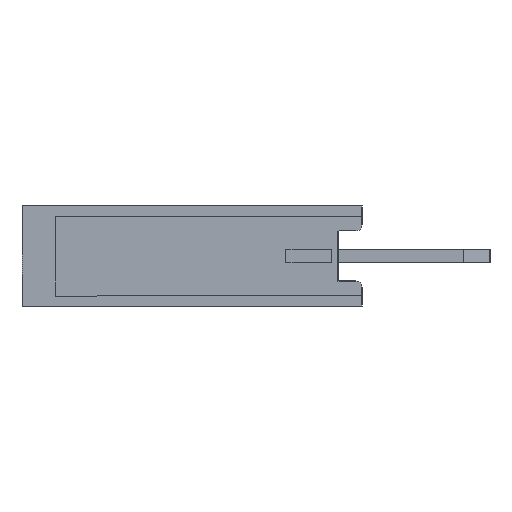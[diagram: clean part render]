
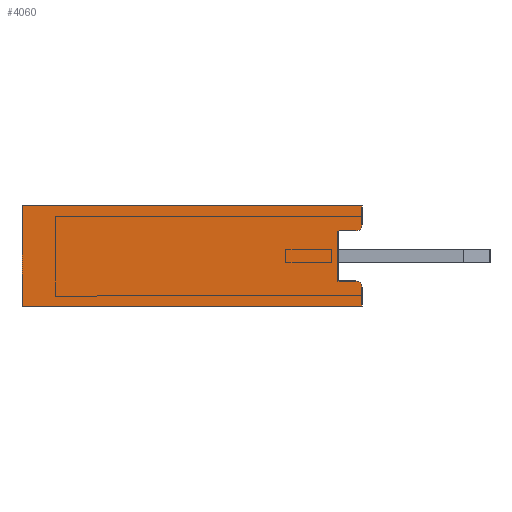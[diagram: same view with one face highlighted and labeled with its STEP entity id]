
A CAD part, left-side view. The second image highlights one B-rep face of the part: STEP entity #4060.
In plain terms, the highlighted planar face has unit normal (-1, 0, 0).
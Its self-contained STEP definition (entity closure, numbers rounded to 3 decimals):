
#4060=ADVANCED_FACE('',(#8236),#8237,.F.);
#8236=FACE_OUTER_BOUND('',#12403,.T.);
#8237=PLANE('',#12404);
#12403=EDGE_LOOP('',(#26069,#26070,#26071,#26072,#26073,#26074,#26075,#26076,#26077,#26078));
#12404=AXIS2_PLACEMENT_3D('',#26079,#26080,#26081);
#26069=ORIENTED_EDGE('',*,*,#31571,.T.);
#26070=ORIENTED_EDGE('',*,*,#31545,.T.);
#26071=ORIENTED_EDGE('',*,*,#31550,.T.);
#26072=ORIENTED_EDGE('',*,*,#31553,.T.);
#26073=ORIENTED_EDGE('',*,*,#31557,.F.);
#26074=ORIENTED_EDGE('',*,*,#31560,.F.);
#26075=ORIENTED_EDGE('',*,*,#31563,.F.);
#26076=ORIENTED_EDGE('',*,*,#31566,.F.);
#26077=ORIENTED_EDGE('',*,*,#31568,.F.);
#26078=ORIENTED_EDGE('',*,*,#28185,.F.);
#26079=CARTESIAN_POINT('',(-50.925,4.101,0.));
#26080=DIRECTION('',(1.0,0.0,0.));
#26081=DIRECTION('',(0.,0.0,-1.0));
#28185=EDGE_CURVE('',#34735,#34737,#34738,.T.);
#31545=EDGE_CURVE('',#39793,#39791,#39794,.T.);
#31550=EDGE_CURVE('',#39791,#39799,#39801,.T.);
#31553=EDGE_CURVE('',#39799,#39803,#39805,.T.);
#31557=EDGE_CURVE('',#39808,#39803,#39810,.T.);
#31560=EDGE_CURVE('',#39812,#39808,#39814,.T.);
#31563=EDGE_CURVE('',#39816,#39812,#39818,.T.);
#31566=EDGE_CURVE('',#39820,#39816,#39822,.T.);
#31568=EDGE_CURVE('',#34737,#39820,#39824,.T.);
#31571=EDGE_CURVE('',#34735,#39793,#39827,.T.);
#34735=VERTEX_POINT('',#44404);
#34737=VERTEX_POINT('',#44407);
#34738=LINE('',#44408,#44409);
#39791=VERTEX_POINT('',#51851);
#39793=VERTEX_POINT('',#51854);
#39794=LINE('',#51855,#51856);
#39799=VERTEX_POINT('',#51863);
#39801=LINE('',#51866,#51867);
#39803=VERTEX_POINT('',#51869);
#39805=LINE('',#51872,#51873);
#39808=VERTEX_POINT('',#51877);
#39810=CIRCLE('',#51880,0.15);
#39812=VERTEX_POINT('',#51882);
#39814=LINE('',#51885,#51886);
#39816=VERTEX_POINT('',#51888);
#39818=LINE('',#51891,#51892);
#39820=VERTEX_POINT('',#51894);
#39822=LINE('',#51897,#51898);
#39824=CIRCLE('',#51900,0.15);
#39827=LINE('',#51904,#51905);
#44404=CARTESIAN_POINT('',(-50.925,0.0,1.25));
#44407=CARTESIAN_POINT('',(-50.925,0.0,0.775));
#44408=CARTESIAN_POINT('',(-50.925,0.0,1.25));
#44409=VECTOR('',#53820,1.0);
#51851=CARTESIAN_POINT('',(-50.925,8.5,-1.25));
#51854=CARTESIAN_POINT('',(-50.925,8.5,1.25));
#51855=CARTESIAN_POINT('',(-50.925,8.5,1.25));
#51856=VECTOR('',#56679,1.0);
#51863=CARTESIAN_POINT('',(-50.925,0.0,-1.25));
#51866=CARTESIAN_POINT('',(-50.925,8.5,-1.25));
#51867=VECTOR('',#56683,1.0);
#51869=CARTESIAN_POINT('',(-50.925,0.0,-0.775));
#51872=CARTESIAN_POINT('',(-50.925,0.0,-1.25));
#51873=VECTOR('',#56685,1.0);
#51877=CARTESIAN_POINT('',(-50.925,0.15,-0.625));
#51880=AXIS2_PLACEMENT_3D('',#56688,#56689,#56690);
#51882=CARTESIAN_POINT('',(-50.925,0.6,-0.625));
#51885=CARTESIAN_POINT('',(-50.925,0.6,-0.625));
#51886=VECTOR('',#56692,1.0);
#51888=CARTESIAN_POINT('',(-50.925,0.6,0.625));
#51891=CARTESIAN_POINT('',(-50.925,0.6,0.625));
#51892=VECTOR('',#56694,1.0);
#51894=CARTESIAN_POINT('',(-50.925,0.15,0.625));
#51897=CARTESIAN_POINT('',(-50.925,0.15,0.625));
#51898=VECTOR('',#56696,1.0);
#51900=AXIS2_PLACEMENT_3D('',#56697,#56698,#56699);
#51904=CARTESIAN_POINT('',(-50.925,0.0,1.25));
#51905=VECTOR('',#56701,1.0);
#53820=DIRECTION('',(0.,0.0,-1.0));
#56679=DIRECTION('',(0.,0.0,-1.0));
#56683=DIRECTION('',(0.0,-1.0,0.0));
#56685=DIRECTION('',(0.,0.0,1.0));
#56688=CARTESIAN_POINT('',(-50.925,0.15,-0.775));
#56689=DIRECTION('',(1.0,0.0,0.));
#56690=DIRECTION('',(0.,0.0,-1.0));
#56692=DIRECTION('',(0.0,-1.0,0.0));
#56694=DIRECTION('',(0.,0.0,-1.0));
#56696=DIRECTION('',(0.,1.0,0.));
#56697=CARTESIAN_POINT('',(-50.925,0.15,0.775));
#56698=DIRECTION('',(1.0,0.0,0.));
#56699=DIRECTION('',(0.,0.0,-1.0));
#56701=DIRECTION('',(0.0,1.0,0.0));
